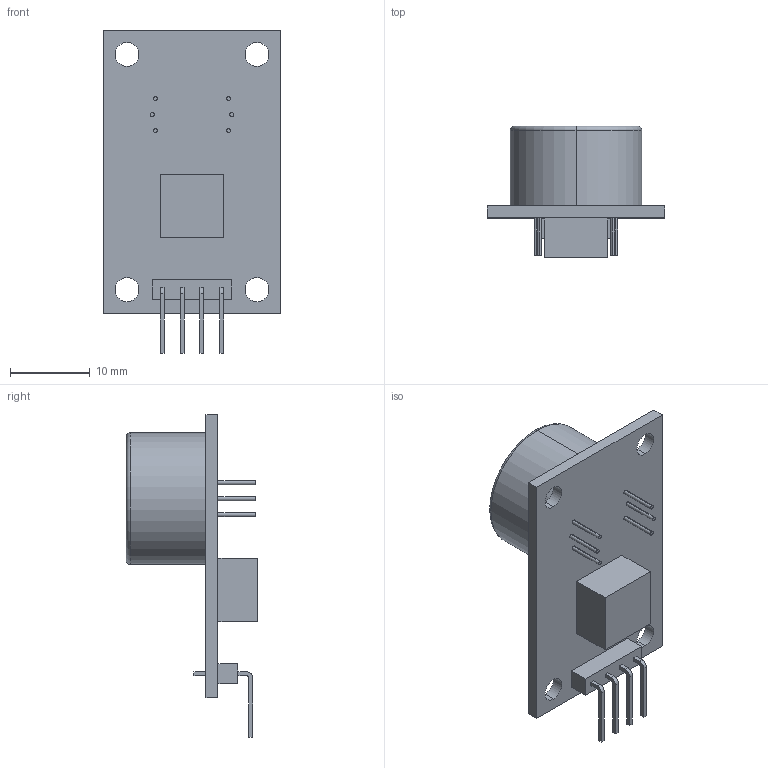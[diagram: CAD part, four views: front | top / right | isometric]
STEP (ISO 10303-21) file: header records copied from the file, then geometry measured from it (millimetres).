
FILE_DESCRIPTION (( 'STEP AP214' ), '1' );
FILE_NAME ('Äàò÷èê ãàçà MQ7 (CO èëè óãàðíûé ãàç).STEP', '2015-11-04T11:12:09', ( '' ), ( '' ), 'SwSTEP 2.0', 'SolidWorks 2015', '' );
FILE_SCHEMA (( 'AUTOMOTIVE_DESIGN' ));
Length unit declared in the file: millimetre
Products named in the file (1): Äàò÷èê ãàçà MQ7 (CO èëè óãàðíûé ãàç)
Bounding box: 22.3 x 16.5 x 40.5 mm (x, y, z)
Volume: 3598.6 mm3; surface area: 3270.4 mm2
Topology: 14 solids, 14 shells, 189 faces, 442 edges, 294 vertices
Faces by surface type: plane 155, cylinder 32, torus 2
Entity records: 7506 total; most frequent: CARTESIAN_POINT 926, DIRECTION 890, ORIENTED_EDGE 884, EDGE_CURVE 442, VECTOR 374, LINE 374, VERTEX_POINT 294, AXIS2_PLACEMENT_3D 258
